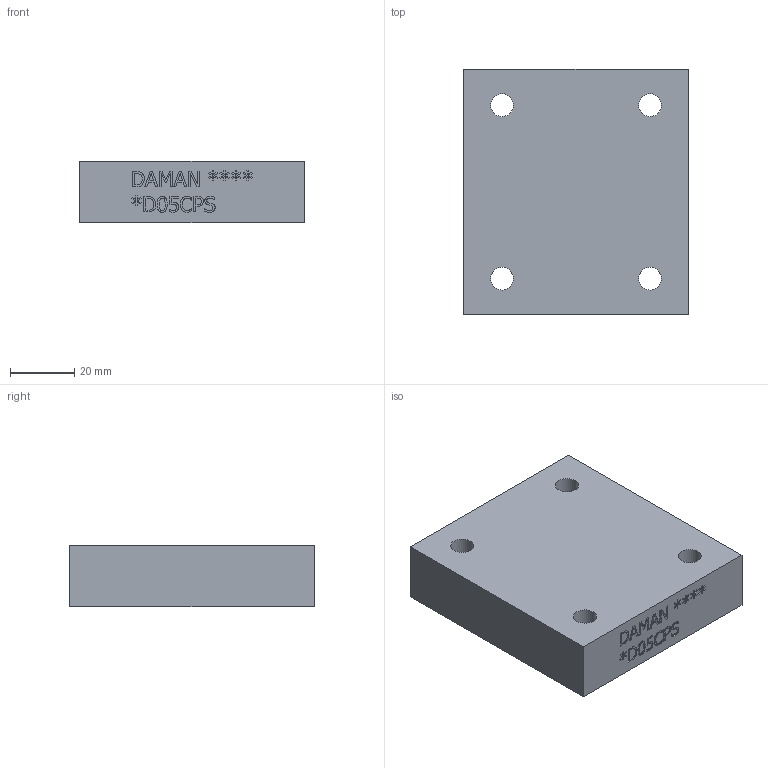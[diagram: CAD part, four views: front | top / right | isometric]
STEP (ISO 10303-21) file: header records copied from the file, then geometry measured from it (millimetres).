
FILE_DESCRIPTION(/* description */ (''),/* implementation_level */ '2;1');
FILE_NAME(/* name */ '_D05CPS.stp',/* time_stamp */ '2021-12-08T09:07:55-05:00',/* author */ ('jrf'),/* organization */ (''),/* preprocessor_version */ 'ST-DEVELOPER v18',/* originating_system */ 'Autodesk Inventor 2020',/* authorisation */ '');
FILE_SCHEMA (('AUTOMOTIVE_DESIGN { 1 0 10303 214 3 1 1 }'));
Length unit declared in the file: inch
Products named in the file (1): _D05CPS
Bounding box: 69.85 x 76.2 x 19.05 mm (x, y, z)
Volume: 95178.5 mm3; surface area: 18611.6 mm2
Topology: 1 solids, 1 shells, 299 faces, 824 edges, 554 vertices
Faces by surface type: plane 203, bspline 81, cylinder 12, cone 3
Full cylindrical faces by diameter (mm): 7.137 x4, 11.112 x1, 11.125 x2, 15.875 x5
Entity records: 10163 total; most frequent: CARTESIAN_POINT 2981, ORIENTED_EDGE 1642, DIRECTION 1138, EDGE_CURVE 821, LINE 618, VECTOR 618, VERTEX_POINT 554, EDGE_LOOP 337
